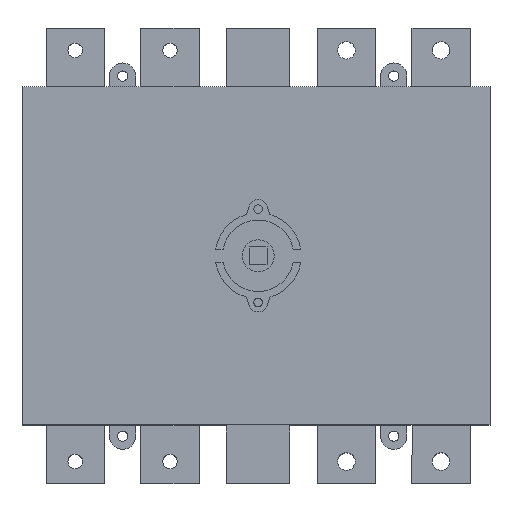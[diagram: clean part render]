
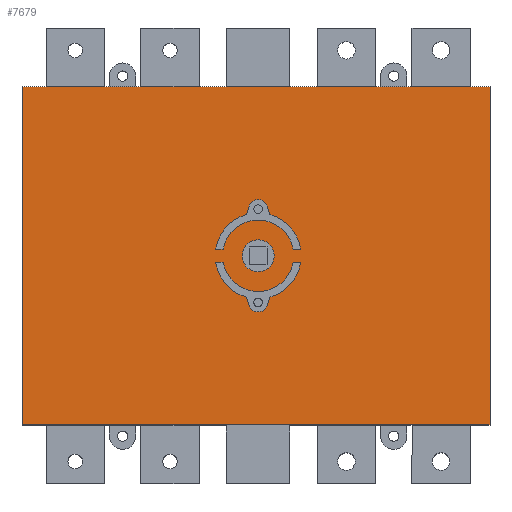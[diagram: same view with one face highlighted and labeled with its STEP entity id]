
A CAD part, top view. The second image highlights one B-rep face of the part: STEP entity #7679.
In plain terms, the highlighted planar face has unit normal (0, 0, 1).
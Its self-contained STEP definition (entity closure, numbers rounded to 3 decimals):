
#1472=CARTESIAN_POINT('',(151.,0.,143.5));
#1473=VERTEX_POINT('',#1472);
#1489=CARTESIAN_POINT('',(173.,0.,143.5));
#1490=VERTEX_POINT('',#1489);
#1497=CARTESIAN_POINT('',(162.,0.,143.5));
#1498=DIRECTION('',(0.0,0.0,-1.0));
#1499=DIRECTION('',(-1.0,0.0,0.0));
#1500=AXIS2_PLACEMENT_3D('',#1497,#1498,#1499);
#1501=CIRCLE('',#1500,11.0);
#1502=EDGE_CURVE('',#1473,#1490,#1501,.T.);
#6732=CARTESIAN_POINT('',(0.,-116.,143.5));
#6733=VERTEX_POINT('',#6732);
#6740=CARTESIAN_POINT('',(0.,116.,143.5));
#6741=VERTEX_POINT('',#6740);
#6742=CARTESIAN_POINT('',(0.,-116.,143.5));
#6743=DIRECTION('',(0.0,1.0,0.0));
#6744=VECTOR('',#6743,232.);
#6745=LINE('',#6742,#6744);
#6746=EDGE_CURVE('',#6733,#6741,#6745,.T.);
#6842=CARTESIAN_POINT('',(321.,116.,143.5));
#6843=VERTEX_POINT('',#6842);
#6884=CARTESIAN_POINT('',(0.0,116.,143.5));
#6885=DIRECTION('',(1.0,0.0,0.0));
#6886=VECTOR('',#6885,321.);
#6887=LINE('',#6884,#6886);
#6888=EDGE_CURVE('',#6741,#6843,#6887,.T.);
#6947=CARTESIAN_POINT('',(321.,-116.,143.5));
#6948=VERTEX_POINT('',#6947);
#6955=CARTESIAN_POINT('',(321.,-116.,143.5));
#6956=DIRECTION('',(-1.0,0.0,0.0));
#6957=VECTOR('',#6956,321.);
#6958=LINE('',#6955,#6957);
#6959=EDGE_CURVE('',#6948,#6733,#6958,.T.);
#7073=CARTESIAN_POINT('',(153.999,28.395,143.5));
#7074=VERTEX_POINT('',#7073);
#7081=CARTESIAN_POINT('',(132.844,4.501,143.5));
#7082=VERTEX_POINT('',#7081);
#7083=CARTESIAN_POINT('',(162.,0.,143.5));
#7084=DIRECTION('',(0.0,0.0,-1.0));
#7085=DIRECTION('',(0.271,-0.963,0.0));
#7086=AXIS2_PLACEMENT_3D('',#7083,#7084,#7085);
#7087=CIRCLE('',#7086,29.501);
#7088=EDGE_CURVE('',#7082,#7074,#7087,.T.);
#7112=CARTESIAN_POINT('',(155.816,34.006,143.5));
#7113=VERTEX_POINT('',#7112);
#7120=CARTESIAN_POINT('',(153.999,28.395,143.5));
#7121=DIRECTION('',(0.308,0.951,0.0));
#7122=VECTOR('',#7121,5.898);
#7123=LINE('',#7120,#7122);
#7124=EDGE_CURVE('',#7074,#7113,#7123,.T.);
#7144=CARTESIAN_POINT('',(168.182,34.006,143.5));
#7145=VERTEX_POINT('',#7144);
#7152=CARTESIAN_POINT('',(161.999,32.004,143.5));
#7153=DIRECTION('',(0.0,0.0,-1.0));
#7154=DIRECTION('',(-0.951,-0.308,0.0));
#7155=AXIS2_PLACEMENT_3D('',#7152,#7153,#7154);
#7156=CIRCLE('',#7155,6.499);
#7157=EDGE_CURVE('',#7113,#7145,#7156,.T.);
#7176=CARTESIAN_POINT('',(169.999,28.395,143.5));
#7177=VERTEX_POINT('',#7176);
#7184=CARTESIAN_POINT('',(168.182,34.006,143.5));
#7185=DIRECTION('',(0.308,-0.951,0.0));
#7186=VECTOR('',#7185,5.898);
#7187=LINE('',#7184,#7186);
#7188=EDGE_CURVE('',#7145,#7177,#7187,.T.);
#7208=CARTESIAN_POINT('',(191.155,4.501,143.5));
#7209=VERTEX_POINT('',#7208);
#7216=CARTESIAN_POINT('',(162.,0.,143.5));
#7217=DIRECTION('',(0.0,0.0,-1.0));
#7218=DIRECTION('',(-0.988,-0.153,0.0));
#7219=AXIS2_PLACEMENT_3D('',#7216,#7217,#7218);
#7220=CIRCLE('',#7219,29.501);
#7221=EDGE_CURVE('',#7177,#7209,#7220,.T.);
#7240=CARTESIAN_POINT('',(186.084,4.501,143.5));
#7241=VERTEX_POINT('',#7240);
#7248=CARTESIAN_POINT('',(191.155,4.501,143.5));
#7249=DIRECTION('',(-1.0,0.0,0.0));
#7250=VECTOR('',#7249,5.071);
#7251=LINE('',#7248,#7250);
#7252=EDGE_CURVE('',#7209,#7241,#7251,.T.);
#7272=CARTESIAN_POINT('',(137.916,4.501,143.5));
#7273=VERTEX_POINT('',#7272);
#7280=CARTESIAN_POINT('',(162.,0.,143.5));
#7281=DIRECTION('',(0.0,0.0,1.0));
#7282=DIRECTION('',(0.983,0.184,0.0));
#7283=AXIS2_PLACEMENT_3D('',#7280,#7281,#7282);
#7284=CIRCLE('',#7283,24.501);
#7285=EDGE_CURVE('',#7241,#7273,#7284,.T.);
#7303=CARTESIAN_POINT('',(137.916,4.501,143.5));
#7304=DIRECTION('',(-1.0,0.0,0.0));
#7305=VECTOR('',#7304,5.072);
#7306=LINE('',#7303,#7305);
#7307=EDGE_CURVE('',#7273,#7082,#7306,.T.);
#7373=CARTESIAN_POINT('',(132.844,-4.501,143.5));
#7374=VERTEX_POINT('',#7373);
#7381=CARTESIAN_POINT('',(153.999,-28.395,143.5));
#7382=VERTEX_POINT('',#7381);
#7383=CARTESIAN_POINT('',(162.,0.,143.5));
#7384=DIRECTION('',(0.0,0.0,-1.0));
#7385=DIRECTION('',(-0.988,-0.153,0.0));
#7386=AXIS2_PLACEMENT_3D('',#7383,#7384,#7385);
#7387=CIRCLE('',#7386,29.501);
#7388=EDGE_CURVE('',#7382,#7374,#7387,.T.);
#7412=CARTESIAN_POINT('',(137.916,-4.501,143.5));
#7413=VERTEX_POINT('',#7412);
#7420=CARTESIAN_POINT('',(132.844,-4.501,143.5));
#7421=DIRECTION('',(1.0,0.0,0.0));
#7422=VECTOR('',#7421,5.072);
#7423=LINE('',#7420,#7422);
#7424=EDGE_CURVE('',#7374,#7413,#7423,.T.);
#7444=CARTESIAN_POINT('',(186.084,-4.501,143.5));
#7445=VERTEX_POINT('',#7444);
#7452=CARTESIAN_POINT('',(162.,0.,143.5));
#7453=DIRECTION('',(0.0,0.0,1.0));
#7454=DIRECTION('',(0.983,0.184,0.0));
#7455=AXIS2_PLACEMENT_3D('',#7452,#7453,#7454);
#7456=CIRCLE('',#7455,24.501);
#7457=EDGE_CURVE('',#7413,#7445,#7456,.T.);
#7476=CARTESIAN_POINT('',(191.155,-4.501,143.5));
#7477=VERTEX_POINT('',#7476);
#7484=CARTESIAN_POINT('',(186.084,-4.501,143.5));
#7485=DIRECTION('',(1.0,0.0,0.0));
#7486=VECTOR('',#7485,5.071);
#7487=LINE('',#7484,#7486);
#7488=EDGE_CURVE('',#7445,#7477,#7487,.T.);
#7508=CARTESIAN_POINT('',(169.999,-28.395,143.5));
#7509=VERTEX_POINT('',#7508);
#7516=CARTESIAN_POINT('',(162.,0.,143.5));
#7517=DIRECTION('',(0.0,0.0,-1.0));
#7518=DIRECTION('',(0.271,-0.963,0.0));
#7519=AXIS2_PLACEMENT_3D('',#7516,#7517,#7518);
#7520=CIRCLE('',#7519,29.501);
#7521=EDGE_CURVE('',#7477,#7509,#7520,.T.);
#7540=CARTESIAN_POINT('',(168.182,-34.006,143.5));
#7541=VERTEX_POINT('',#7540);
#7548=CARTESIAN_POINT('',(169.999,-28.395,143.5));
#7549=DIRECTION('',(-0.308,-0.951,0.0));
#7550=VECTOR('',#7549,5.898);
#7551=LINE('',#7548,#7550);
#7552=EDGE_CURVE('',#7509,#7541,#7551,.T.);
#7572=CARTESIAN_POINT('',(155.816,-34.006,143.5));
#7573=VERTEX_POINT('',#7572);
#7580=CARTESIAN_POINT('',(161.999,-32.004,143.5));
#7581=DIRECTION('',(0.0,0.0,-1.0));
#7582=DIRECTION('',(-0.951,-0.308,0.0));
#7583=AXIS2_PLACEMENT_3D('',#7580,#7581,#7582);
#7584=CIRCLE('',#7583,6.499);
#7585=EDGE_CURVE('',#7541,#7573,#7584,.T.);
#7603=CARTESIAN_POINT('',(155.816,-34.006,143.5));
#7604=DIRECTION('',(-0.308,0.951,0.0));
#7605=VECTOR('',#7604,5.898);
#7606=LINE('',#7603,#7605);
#7607=EDGE_CURVE('',#7573,#7382,#7606,.T.);
#7633=CARTESIAN_POINT('',(160.5,0.,143.5));
#7634=DIRECTION('',(0.0,0.0,1.0));
#7635=DIRECTION('',(1.0,0.0,0.0));
#7636=AXIS2_PLACEMENT_3D('',#7633,#7634,#7635);
#7637=PLANE('',#7636);
#7638=ORIENTED_EDGE('',*,*,#6746,.F.);
#7639=ORIENTED_EDGE('',*,*,#6959,.F.);
#7640=CARTESIAN_POINT('',(321.,116.,143.5));
#7641=DIRECTION('',(0.0,-1.0,0.0));
#7642=VECTOR('',#7641,232.);
#7643=LINE('',#7640,#7642);
#7644=EDGE_CURVE('',#6843,#6948,#7643,.T.);
#7645=ORIENTED_EDGE('',*,*,#7644,.F.);
#7646=ORIENTED_EDGE('',*,*,#6888,.F.);
#7647=EDGE_LOOP('',(#7638,#7639,#7645,#7646));
#7648=FACE_OUTER_BOUND('',#7647,.T.);
#7649=ORIENTED_EDGE('',*,*,#7088,.T.);
#7650=ORIENTED_EDGE('',*,*,#7124,.T.);
#7651=ORIENTED_EDGE('',*,*,#7157,.T.);
#7652=ORIENTED_EDGE('',*,*,#7188,.T.);
#7653=ORIENTED_EDGE('',*,*,#7221,.T.);
#7654=ORIENTED_EDGE('',*,*,#7252,.T.);
#7655=ORIENTED_EDGE('',*,*,#7285,.T.);
#7656=ORIENTED_EDGE('',*,*,#7307,.T.);
#7657=EDGE_LOOP('',(#7649,#7650,#7651,#7652,#7653,#7654,#7655,#7656));
#7658=FACE_BOUND('',#7657,.T.);
#7659=ORIENTED_EDGE('',*,*,#7388,.T.);
#7660=ORIENTED_EDGE('',*,*,#7424,.T.);
#7661=ORIENTED_EDGE('',*,*,#7457,.T.);
#7662=ORIENTED_EDGE('',*,*,#7488,.T.);
#7663=ORIENTED_EDGE('',*,*,#7521,.T.);
#7664=ORIENTED_EDGE('',*,*,#7552,.T.);
#7665=ORIENTED_EDGE('',*,*,#7585,.T.);
#7666=ORIENTED_EDGE('',*,*,#7607,.T.);
#7667=EDGE_LOOP('',(#7659,#7660,#7661,#7662,#7663,#7664,#7665,#7666));
#7668=FACE_BOUND('',#7667,.T.);
#7669=CARTESIAN_POINT('',(162.,0.,143.5));
#7670=DIRECTION('',(0.0,0.0,-1.0));
#7671=DIRECTION('',(-1.0,0.0,0.0));
#7672=AXIS2_PLACEMENT_3D('',#7669,#7670,#7671);
#7673=CIRCLE('',#7672,11.0);
#7674=EDGE_CURVE('',#1490,#1473,#7673,.T.);
#7675=ORIENTED_EDGE('',*,*,#7674,.T.);
#7676=ORIENTED_EDGE('',*,*,#1502,.T.);
#7677=EDGE_LOOP('',(#7675,#7676));
#7678=FACE_BOUND('',#7677,.T.);
#7679=ADVANCED_FACE('',(#7648,#7658,#7668,#7678),#7637,.T.);
